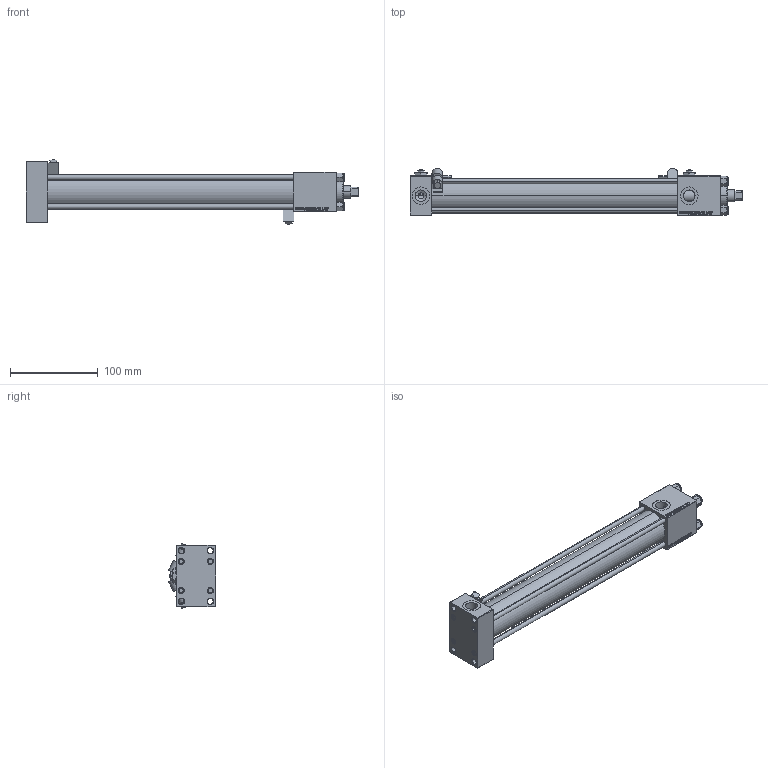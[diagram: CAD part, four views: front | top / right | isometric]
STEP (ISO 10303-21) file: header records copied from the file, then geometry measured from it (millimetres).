
FILE_DESCRIPTION (( 'STEP AP203' ), '1' );
FILE_NAME ('2ab2.STEP', '2025-06-11T12:06:01', ( '' ), ( '' ), 'SwSTEP 2.0', 'SolidWorks 2019', '' );
FILE_SCHEMA (( 'CONFIG_CONTROL_DESIGN' ));
Length unit declared in the file: millimetre
Products named in the file (8): V215CR_TYCINKA_E d61ef2263ffa2fa4c8b0fcf36a6cf08b; V215CR_VCP_E d61ef2263ffa2fa4c8b0fcf36a6cf08b; 2ab2; V215CR_E_Body d61ef2263ffa2fa4c8b0fcf36a6cf08b; MSRF_MSRG1 d61ef2263ffa2fa4c8b0fcf36a6cf08b; V215_VC_A d61ef2263ffa2fa4c8b0fcf36a6cf08b; NUT_M5_E d61ef2263ffa2fa4c8b0fcf36a6cf08b; Zatka_pro_OIL_PORT d61ef2263ffa2fa4c8b0fcf36a6cf08b
Assembly tree (15 placements, depth 2):
  2ab2
    V215CR_E_Body d61ef2263ffa2fa4c8b0fcf36a6cf08b
    V215CR_VCP_E d61ef2263ffa2fa4c8b0fcf36a6cf08b
    V215CR_TYCINKA_E d61ef2263ffa2fa4c8b0fcf36a6cf08b  x4
    NUT_M5_E d61ef2263ffa2fa4c8b0fcf36a6cf08b  x4
    V215_VC_A d61ef2263ffa2fa4c8b0fcf36a6cf08b
    MSRF_MSRG1 d61ef2263ffa2fa4c8b0fcf36a6cf08b  x2
    Zatka_pro_OIL_PORT d61ef2263ffa2fa4c8b0fcf36a6cf08b  x2
Bounding box: 378 x 53.66 x 74.04 mm (x, y, z)
Volume: 362035.8 mm3; surface area: 160482 mm2
Topology: 15 solids, 15 shells, 1299 faces, 3242 edges, 2086 vertices
Faces by surface type: plane 580, bspline 392, cone 194, cylinder 125, torus 8
Entity records: 53041 total; most frequent: CARTESIAN_POINT 27851, ORIENTED_EDGE 5634, DIRECTION 3673, EDGE_CURVE 2817, VERTEX_POINT 1836, VECTOR 1661, LINE 1661, EDGE_LOOP 1245
